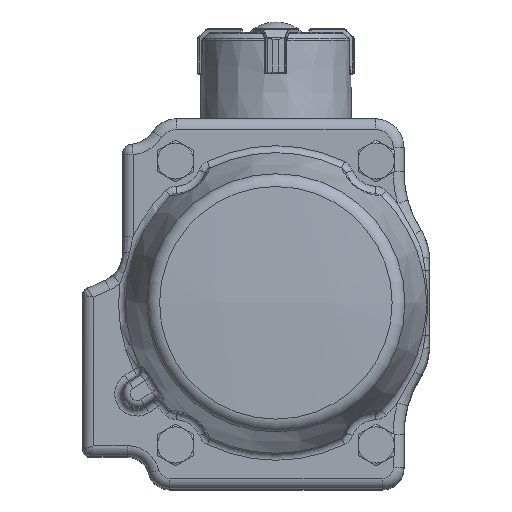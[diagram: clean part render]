
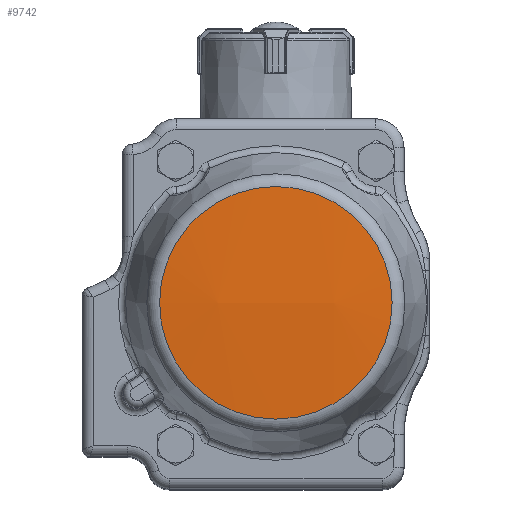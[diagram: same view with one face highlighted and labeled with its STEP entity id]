
A CAD part, top view. The second image highlights one B-rep face of the part: STEP entity #9742.
In plain terms, the highlighted spherical face has radius 400 mm.
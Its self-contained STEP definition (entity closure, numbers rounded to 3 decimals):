
#717=SPHERICAL_SURFACE('',#10696,400.);
#3221=ORIENTED_EDGE('',*,*,#5465,.T.);
#5465=EDGE_CURVE('',#6674,#6674,#7454,.T.);
#6674=VERTEX_POINT('',#17482);
#7454=CIRCLE('',#10697,32.19);
#8155=EDGE_LOOP('',(#3221));
#8935=FACE_BOUND('',#8155,.T.);
#9742=ADVANCED_FACE('',(#8935),#717,.T.);
#10696=AXIS2_PLACEMENT_3D('',#17480,#12627,#12628);
#10697=AXIS2_PLACEMENT_3D('',#17481,#12629,#12630);
#12627=DIRECTION('',(0.,1.,0.));
#12628=DIRECTION('',(-1.,0.,0.));
#12629=DIRECTION('',(0.,0.,1.));
#12630=DIRECTION('',(1.,0.,0.));
#17480=CARTESIAN_POINT('',(0.,0.,-296.2));
#17481=CARTESIAN_POINT('',(0.,0.,102.503));
#17482=CARTESIAN_POINT('',(32.19,0.,102.503));
